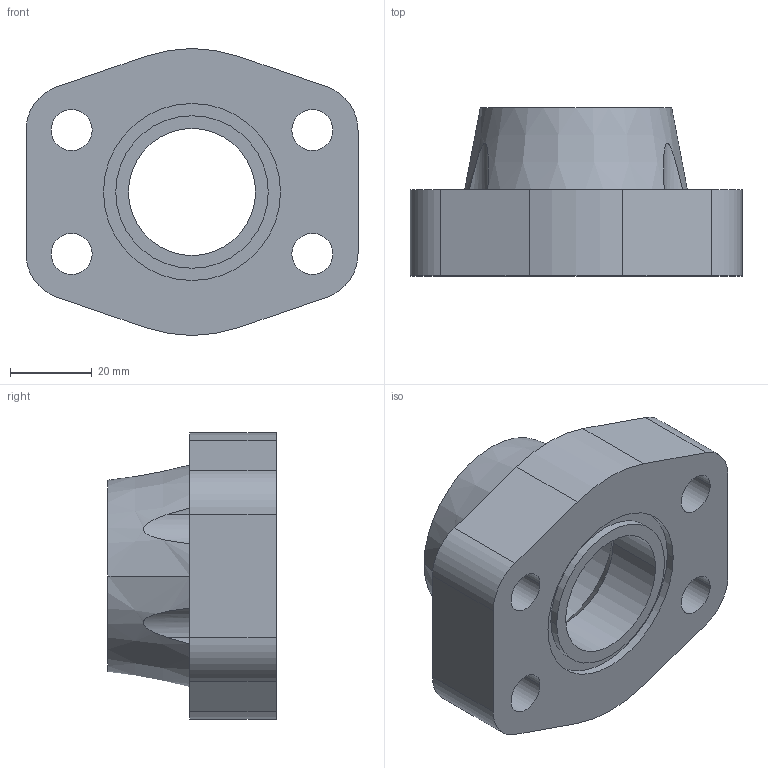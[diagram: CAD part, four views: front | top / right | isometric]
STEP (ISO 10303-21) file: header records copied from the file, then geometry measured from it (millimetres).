
FILE_DESCRIPTION(('STEP AP214'),'1');
FILE_NAME('b4-005.stp','2021-01-28T15:39:15',('TraceParts'),('TraceParts S.A.'),'Spatial InterOp 3D',' ',' ');
FILE_SCHEMA(('AUTOMOTIVE_DESIGN { 1 0 10303 214 1 1 1 1 }'));
Length unit declared in the file: millimetre
Products named in the file (1): b4-005
Bounding box: 81 x 41 x 70 mm (x, y, z)
Volume: 91275.2 mm3; surface area: 22807.9 mm2
Topology: 1 solids, 1 shells, 47 faces, 120 edges, 78 vertices
Faces by surface type: cylinder 30, plane 11, cone 6
Entity records: 1731 total; most frequent: CARTESIAN_POINT 510, DIRECTION 270, ORIENTED_EDGE 240, EDGE_CURVE 120, AXIS2_PLACEMENT_3D 110, VERTEX_POINT 78, CIRCLE 62, EDGE_LOOP 60
